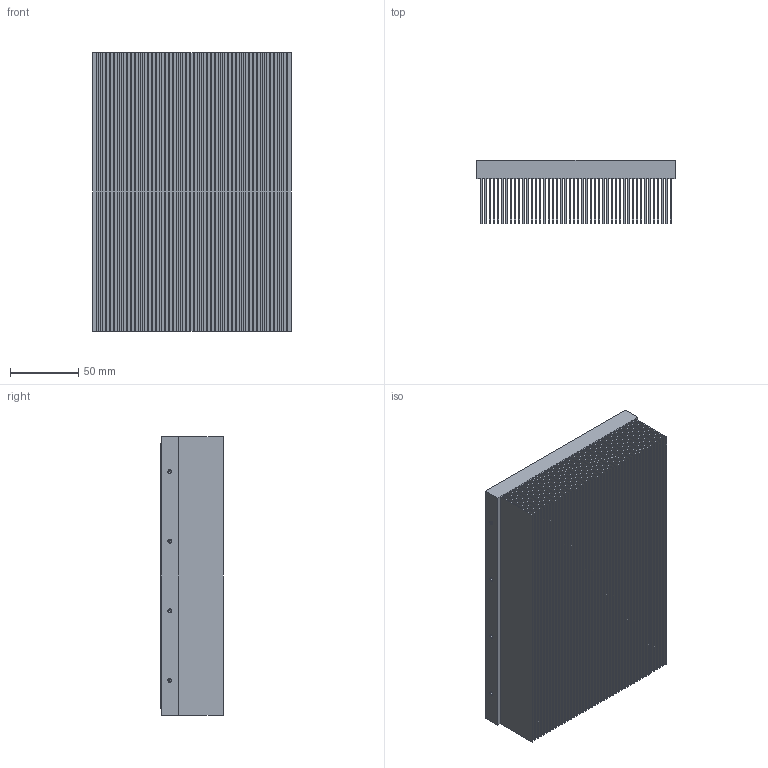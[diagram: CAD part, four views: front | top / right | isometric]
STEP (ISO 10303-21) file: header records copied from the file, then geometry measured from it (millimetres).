
FILE_DESCRIPTION (( 'STEP AP203' ), '1' );
FILE_NAME ('PE15C5013.step', '2018-08-29T15:17:53', ( '' ), ( '' ), 'SwSTEP 2.0', 'SolidWorks 2017', '' );
FILE_SCHEMA (( 'CONFIG_CONTROL_DESIGN' ));
Length unit declared in the file: inch
Products named in the file (1): PE15C5013
Bounding box: 145 x 45.75 x 203.2 mm (x, y, z)
Volume: 692219.3 mm3; surface area: 738655.1 mm2
Topology: 2 solids, 2 shells, 256 faces, 716 edges, 464 vertices
Faces by surface type: plane 204, cylinder 36, cone 16
Entity records: 8069 total; most frequent: CARTESIAN_POINT 1421, ORIENTED_EDGE 1400, DIRECTION 1286, EDGE_CURVE 700, VECTOR 628, LINE 628, VERTEX_POINT 464, AXIS2_PLACEMENT_3D 329
